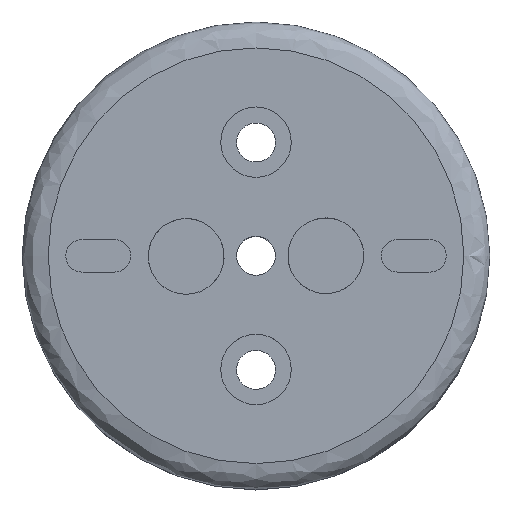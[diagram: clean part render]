
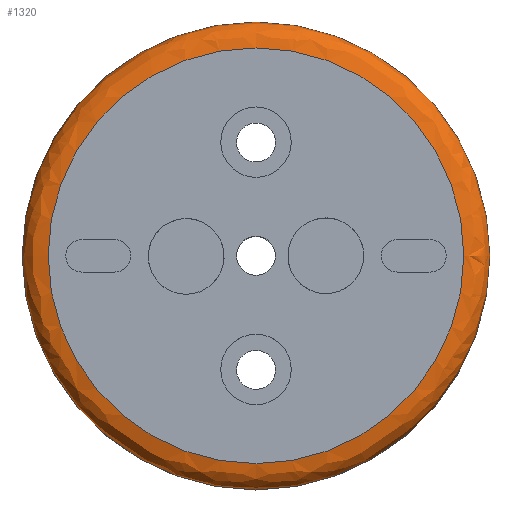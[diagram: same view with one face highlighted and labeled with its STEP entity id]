
A CAD part, top view. The second image highlights one B-rep face of the part: STEP entity #1320.
In plain terms, the highlighted free-form (B-spline) face has degree [3, 3] with [4, 7] control points.
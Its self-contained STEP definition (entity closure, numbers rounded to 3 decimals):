
#54=CARTESIAN_POINT('',(9.6,-0.,59.999));
#55=VERTEX_POINT('',#54);
#56=CARTESIAN_POINT('',(-0.,-0.,59.999));
#57=DIRECTION('',(0.,-0.,1.));
#58=DIRECTION('',(1.,0.,0.));
#59=AXIS2_PLACEMENT_3D('',#56,#57,#58);
#60=CIRCLE('',#59,9.6);
#61=EDGE_CURVE('',#55,#55,#60,.T.);
#1267=CARTESIAN_POINT('',(10.8,-0.,58.999));
#1268=VERTEX_POINT('',#1267);
#1269=CARTESIAN_POINT('',(-0.,-0.,58.999));
#1270=DIRECTION('',(0.,-0.,-1.));
#1271=DIRECTION('',(1.,-0.,0.));
#1272=AXIS2_PLACEMENT_3D('',#1269,#1270,#1271);
#1273=CIRCLE('',#1272,10.8);
#1274=EDGE_CURVE('',#1268,#1268,#1273,.T.);
#1279=CARTESIAN_POINT('',(9.6,-0.,59.999));
#1280=CARTESIAN_POINT('',(9.6,19.2,59.999));
#1281=CARTESIAN_POINT('',(-9.6,19.2,59.999));
#1282=CARTESIAN_POINT('',(-9.6,-0.,59.999));
#1283=CARTESIAN_POINT('',(-9.6,-19.2,59.999));
#1284=CARTESIAN_POINT('',(9.6,-19.2,59.999));
#1285=CARTESIAN_POINT('',(9.6,-0.,59.999));
#1286=CARTESIAN_POINT('',(10.4,-0.,59.999));
#1287=CARTESIAN_POINT('',(10.4,20.8,59.999));
#1288=CARTESIAN_POINT('',(-10.4,20.8,59.999));
#1289=CARTESIAN_POINT('',(-10.4,-0.,59.999));
#1290=CARTESIAN_POINT('',(-10.4,-20.8,59.999));
#1291=CARTESIAN_POINT('',(10.4,-20.8,59.999));
#1292=CARTESIAN_POINT('',(10.4,-0.,59.999));
#1293=CARTESIAN_POINT('',(10.8,-0.,59.499));
#1294=CARTESIAN_POINT('',(10.8,21.6,59.499));
#1295=CARTESIAN_POINT('',(-10.8,21.6,59.499));
#1296=CARTESIAN_POINT('',(-10.8,-0.,59.499));
#1297=CARTESIAN_POINT('',(-10.8,-21.6,59.499));
#1298=CARTESIAN_POINT('',(10.8,-21.6,59.499));
#1299=CARTESIAN_POINT('',(10.8,-0.,59.499));
#1300=CARTESIAN_POINT('',(10.8,-0.,58.999));
#1301=CARTESIAN_POINT('',(10.8,21.6,58.999));
#1302=CARTESIAN_POINT('',(-10.8,21.6,58.999));
#1303=CARTESIAN_POINT('',(-10.8,-0.,58.999));
#1304=CARTESIAN_POINT('',(-10.8,-21.6,58.999));
#1305=CARTESIAN_POINT('',(10.8,-21.6,58.999));
#1306=CARTESIAN_POINT('',(10.8,-0.,58.999));
#1307=(BOUNDED_SURFACE()
B_SPLINE_SURFACE(3,3,((#1279,#1280,#1281,#1282,#1283,#1284,#1285),(#1286,#1287,#1288,#1289,#1290,#1291,#1292),(#1293,#1294,#1295,#1296,#1297,#1298,#1299),(#1300,#1301,#1302,#1303,#1304,#1305,#1306)),.UNSPECIFIED.,.F.,.T.,.U.)
B_SPLINE_SURFACE_WITH_KNOTS((4,4),(4,3,4),(0.25,0.5),(0.,0.5,1.),.UNSPECIFIED.)
GEOMETRIC_REPRESENTATION_ITEM()
RATIONAL_B_SPLINE_SURFACE(((0.5,0.167,0.167,0.5,0.167,0.167,0.5),(0.5,0.167,0.167,0.5,0.167,0.167,0.5),(0.667,0.222,0.222,0.667,0.222,0.222,0.667),(1.,0.333,0.333,1.,0.333,0.333,1.)))
REPRESENTATION_ITEM('')
SURFACE()
);
#1308=CARTESIAN_POINT('',(10.8,-0.,58.999));
#1309=CARTESIAN_POINT('',(10.8,-0.,59.499));
#1310=CARTESIAN_POINT('',(10.4,-0.,59.999));
#1311=CARTESIAN_POINT('',(9.6,-0.,59.999));
#1312=(BOUNDED_CURVE()
B_SPLINE_CURVE(3,(#1308,#1309,#1310,#1311),.UNSPECIFIED.,.F.,.F.)
B_SPLINE_CURVE_WITH_KNOTS((4,4),(0.5,0.75),.UNSPECIFIED.)
CURVE()
GEOMETRIC_REPRESENTATION_ITEM()
RATIONAL_B_SPLINE_CURVE((1.,0.667,0.5,0.5))
REPRESENTATION_ITEM(''));
#1313=EDGE_CURVE('',#1268,#55,#1312,.T.);
#1314=ORIENTED_EDGE('',*,*,#1313,.T.);
#1315=ORIENTED_EDGE('',*,*,#61,.F.);
#1316=ORIENTED_EDGE('',*,*,#1313,.F.);
#1317=ORIENTED_EDGE('',*,*,#1274,.F.);
#1318=EDGE_LOOP('',(#1314,#1315,#1316,#1317));
#1319=FACE_BOUND('',#1318,.T.);
#1320=ADVANCED_FACE('',(#1319),#1307,.T.);
